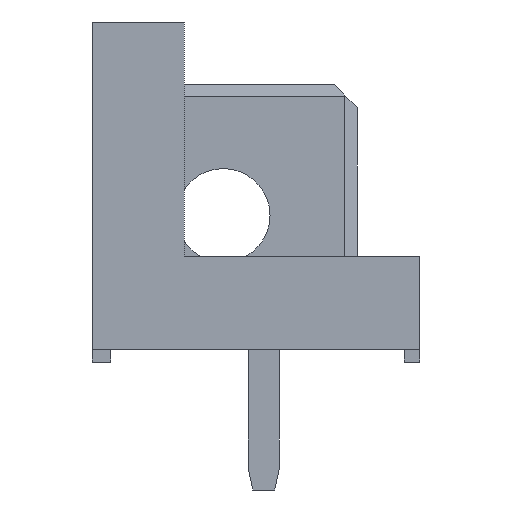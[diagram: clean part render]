
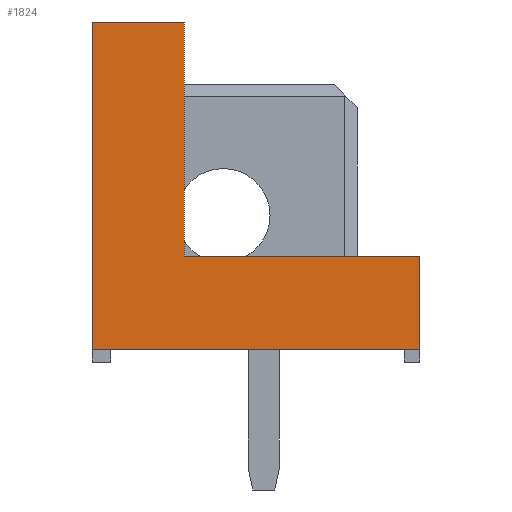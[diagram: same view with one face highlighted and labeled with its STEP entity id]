
A CAD part, left-side view. The second image highlights one B-rep face of the part: STEP entity #1824.
In plain terms, the highlighted planar face has unit normal (-1, 0, 0).
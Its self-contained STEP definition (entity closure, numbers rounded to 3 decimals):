
#1824 = ADVANCED_FACE( '', ( #3850 ), #3851, .F. );
#3850 = FACE_OUTER_BOUND( '', #6118, .T. );
#3851 = PLANE( '', #6119 );
#6118 = EDGE_LOOP( '', ( #10979, #10980, #10981, #10982, #10983, #10984 ) );
#6119 = AXIS2_PLACEMENT_3D( '', #10985, #10986, #10987 );
#10979 = ORIENTED_EDGE( '', *, *, #14262, .F. );
#10980 = ORIENTED_EDGE( '', *, *, #16235, .F. );
#10981 = ORIENTED_EDGE( '', *, *, #14896, .F. );
#10982 = ORIENTED_EDGE( '', *, *, #15127, .F. );
#10983 = ORIENTED_EDGE( '', *, *, #16236, .F. );
#10984 = ORIENTED_EDGE( '', *, *, #16237, .F. );
#10985 = CARTESIAN_POINT( '', ( -40., 0., 0. ) );
#10986 = DIRECTION( '', ( 1., 0., 0. ) );
#10987 = DIRECTION( '', ( 0., 0., -1. ) );
#14262 = EDGE_CURVE( '', #17151, #17152, #17153, .T. );
#14896 = EDGE_CURVE( '', #18240, #18242, #18243, .T. );
#15127 = EDGE_CURVE( '', #18626, #18240, #18628, .T. );
#16235 = EDGE_CURVE( '', #18242, #17151, #20237, .T. );
#16236 = EDGE_CURVE( '', #20238, #18626, #20239, .T. );
#16237 = EDGE_CURVE( '', #17152, #20238, #20240, .T. );
#17151 = VERTEX_POINT( '', #21368 );
#17152 = VERTEX_POINT( '', #21369 );
#17153 = LINE( '', #21370, #21371 );
#18240 = VERTEX_POINT( '', #22974 );
#18242 = VERTEX_POINT( '', #22977 );
#18243 = LINE( '', #22978, #22979 );
#18626 = VERTEX_POINT( '', #23544 );
#18628 = LINE( '', #23547, #23548 );
#20237 = LINE( '', #25998, #25999 );
#20238 = VERTEX_POINT( '', #26000 );
#20239 = LINE( '', #26001, #26002 );
#20240 = LINE( '', #26003, #26004 );
#21368 = CARTESIAN_POINT( '', ( -40., -3.775, -6.75 ) );
#21369 = CARTESIAN_POINT( '', ( -40., 6.725, -6.75 ) );
#21370 = CARTESIAN_POINT( '', ( -40., 0., -6.75 ) );
#21371 = VECTOR( '', #27474, 1000. );
#22974 = CARTESIAN_POINT( '', ( -40., 3.775, -3.75 ) );
#22977 = CARTESIAN_POINT( '', ( -40., -3.775, -3.75 ) );
#22978 = CARTESIAN_POINT( '', ( -40., 3.775, -3.75 ) );
#22979 = VECTOR( '', #27992, 1000. );
#23544 = CARTESIAN_POINT( '', ( -40., 3.775, 3.75 ) );
#23547 = CARTESIAN_POINT( '', ( -40., 3.775, 3.75 ) );
#23548 = VECTOR( '', #28176, 1000. );
#25998 = CARTESIAN_POINT( '', ( -40., -3.775, -7.15 ) );
#25999 = VECTOR( '', #29024, 1000. );
#26000 = CARTESIAN_POINT( '', ( -40., 6.725, 3.75 ) );
#26001 = CARTESIAN_POINT( '', ( -40., 3.775, 3.75 ) );
#26002 = VECTOR( '', #29025, 1000. );
#26003 = CARTESIAN_POINT( '', ( -40., 6.725, 3.75 ) );
#26004 = VECTOR( '', #29026, 1000. );
#27474 = DIRECTION( '', ( 0., 1., 0. ) );
#27992 = DIRECTION( '', ( 0., -1., 0. ) );
#28176 = DIRECTION( '', ( 0., 0., -1. ) );
#29024 = DIRECTION( '', ( 0., 0., -1. ) );
#29025 = DIRECTION( '', ( 0., -1., 0. ) );
#29026 = DIRECTION( '', ( 0., 0., 1. ) );
